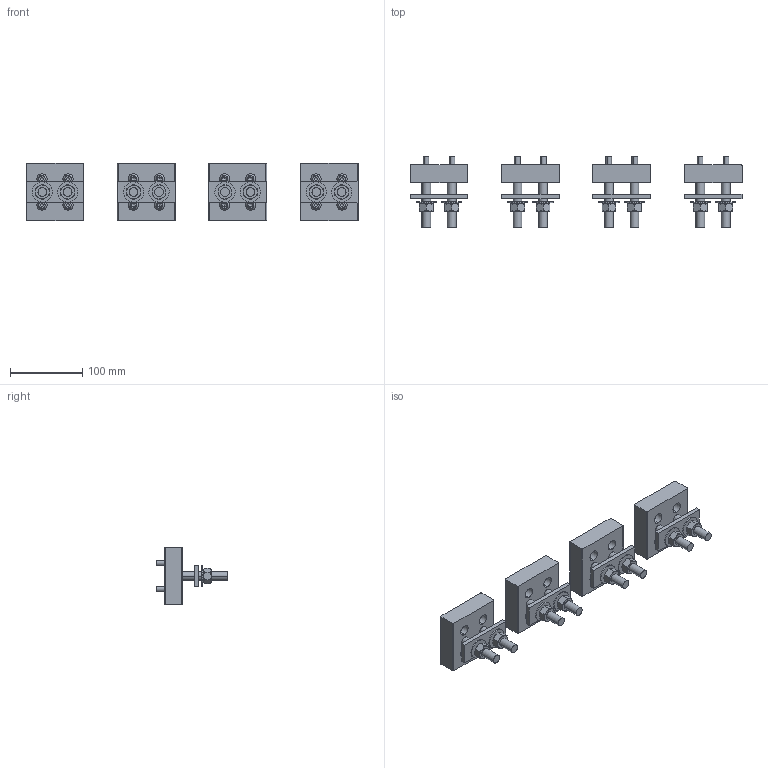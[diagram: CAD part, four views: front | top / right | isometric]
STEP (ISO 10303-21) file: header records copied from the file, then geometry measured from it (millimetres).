
FILE_DESCRIPTION(('CATIA V5 STEP Exchange'),'2;1');
FILE_NAME('1SDH001252R0447_E4.2_IV_W_FLAT_TERM_3200A_UPPER_N0777.stp','2016-08-04T12:42:53+00:00',('none'),('none'),'CATIA Version 5 Release 20 SP 6 (IN-10)','CATIA V5 STEP AP203','none');
FILE_SCHEMA(('CONFIG_CONTROL_DESIGN'));
Length unit declared in the file: millimetre
Products named in the file (1): 1SDH001252R0447_1PA_001_00_E4.2_IV_W_FLAT_TERM_3200A_UPPER_N0777
Bounding box: 458 x 98.4 x 80 mm (x, y, z)
Volume: 731692.3 mm3; surface area: 170078.1 mm2
Topology: 16 solids, 16 shells, 832 faces, 1984 edges, 1296 vertices
Faces by surface type: plane 432, cylinder 304, cone 64, sphere 32
Entity records: 23868 total; most frequent: CARTESIAN_POINT 6221, ORIENTED_EDGE 3904, DIRECTION 2808, EDGE_CURVE 1952, AXIS2_PLACEMENT_3D 1309, VERTEX_POINT 1296, EDGE_LOOP 1008, VECTOR 896
